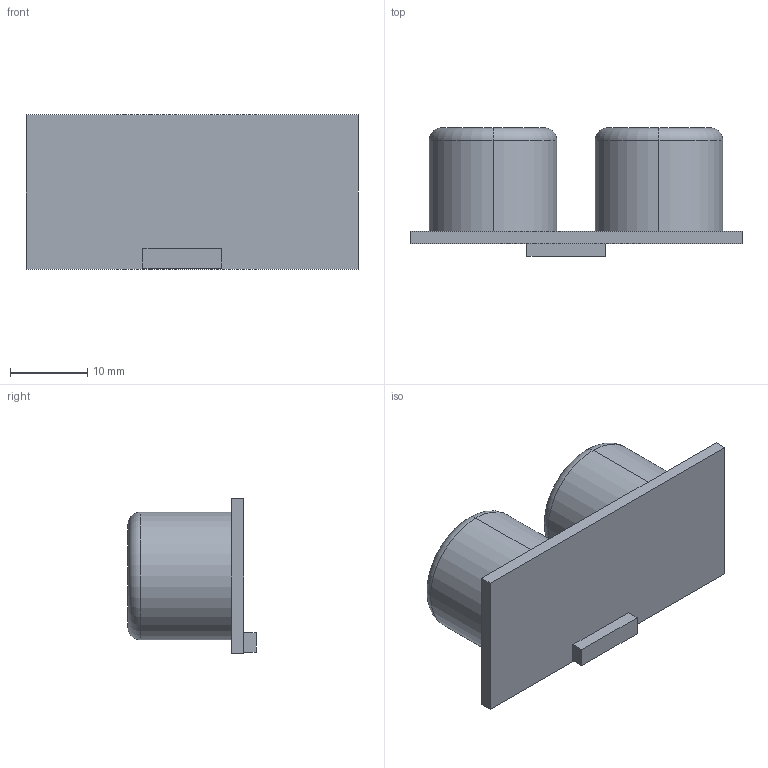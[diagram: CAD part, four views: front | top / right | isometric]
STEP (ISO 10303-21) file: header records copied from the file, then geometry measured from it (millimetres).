
FILE_DESCRIPTION (( 'STEP AP203' ), '1' );
FILE_NAME ('蟾擠だ 嘐諫撩獄1.STEP', '2022-04-01T02:56:47', ( '' ), ( '' ), 'SwSTEP 2.0', 'SolidWorks 2020', '' );
FILE_SCHEMA (( 'CONFIG_CONTROL_DESIGN' ));
Length unit declared in the file: millimetre
Products named in the file (1): 蟾擠だ 嘐諫撩獄1
Bounding box: 43 x 16.6 x 20 mm (x, y, z)
Volume: 7125 mm3; surface area: 3281.6 mm2
Topology: 1 solids, 1 shells, 21 faces, 44 edges, 28 vertices
Faces by surface type: plane 13, torus 4, cylinder 4
Entity records: 639 total; most frequent: DIRECTION 104, CARTESIAN_POINT 94, ORIENTED_EDGE 88, EDGE_CURVE 44, AXIS2_PLACEMENT_3D 38, VECTOR 28, LINE 28, VERTEX_POINT 28
